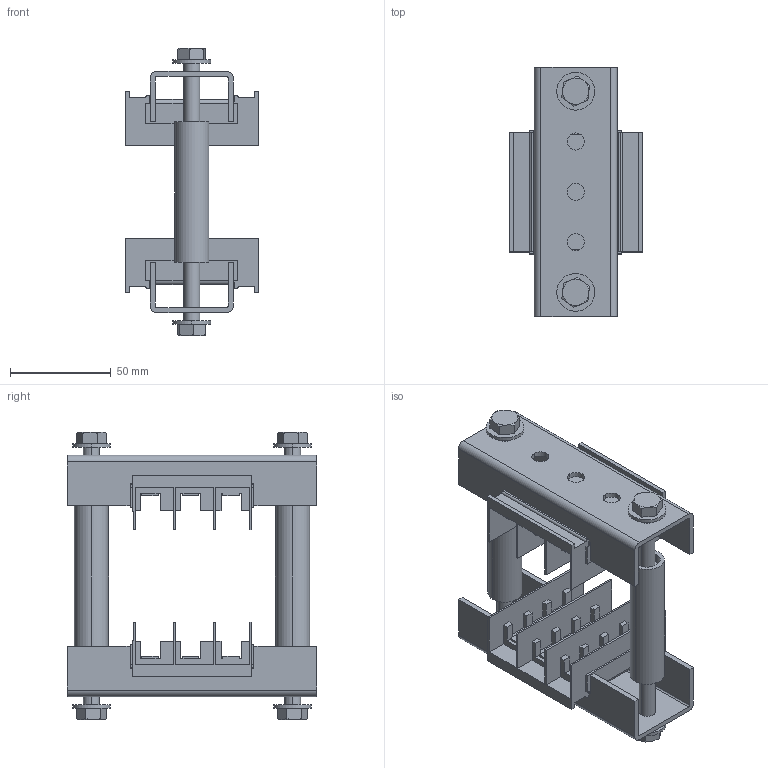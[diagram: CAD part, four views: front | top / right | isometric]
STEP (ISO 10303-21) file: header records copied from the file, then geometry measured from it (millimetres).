
FILE_DESCRIPTION(('STEP AP203'),'1');
FILE_NAME('abs3-10mod.stp','2024-09-16T09:17:01',('TraceParts'),('TraceParts S.A.'),'Spatial InterOp 3D',' ',' ');
FILE_SCHEMA(('CONFIG_CONTROL_DESIGN'));
Length unit declared in the file: millimetre
Products named in the file (1): 1
Bounding box: 66 x 124 x 142.86 mm (x, y, z)
Volume: 143458.9 mm3; surface area: 129171 mm2
Topology: 18 solids, 18 shells, 574 faces, 1506 edges, 976 vertices
Faces by surface type: plane 420, cylinder 80, cone 74
Entity records: 17698 total; most frequent: CARTESIAN_POINT 3386, ORIENTED_EDGE 3012, DIRECTION 2818, EDGE_CURVE 1506, LINE 1170, VECTOR 1170, VERTEX_POINT 976, AXIS2_PLACEMENT_3D 824
